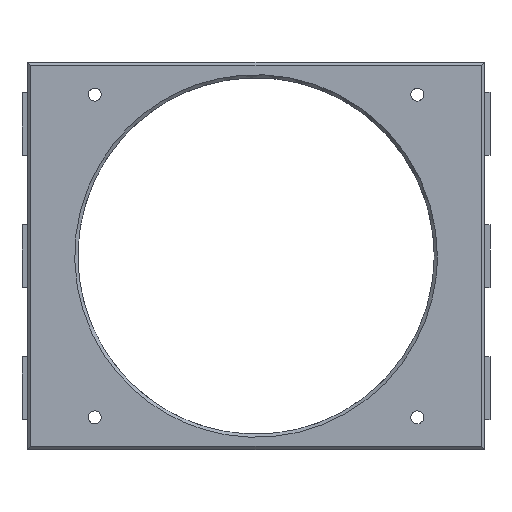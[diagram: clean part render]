
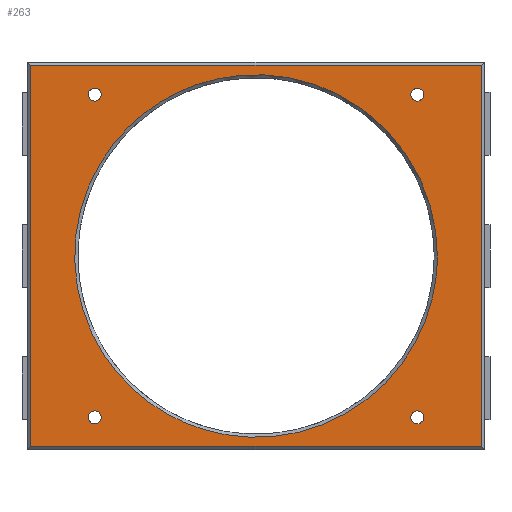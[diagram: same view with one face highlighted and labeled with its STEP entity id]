
A CAD part, top view. The second image highlights one B-rep face of the part: STEP entity #263.
In plain terms, the highlighted free-form (B-spline) face has degree [1, 1] with [2, 2] control points.
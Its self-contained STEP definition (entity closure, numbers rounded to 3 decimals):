
#21 = EDGE_CURVE('',#22,#24,#26,.T.);
#22 = VERTEX_POINT('',#23);
#23 = CARTESIAN_POINT('',(-85.994,-72.787,4.156
    ));
#24 = VERTEX_POINT('',#25);
#25 = CARTESIAN_POINT('',(-85.994,72.787,4.156
    ));
#26 = B_SPLINE_CURVE_WITH_KNOTS('',1,(#27,#28),.UNSPECIFIED.,.F.,.F.,(2,
    2),(-93.5,30.5),.PIECEWISE_BEZIER_KNOTS.);
#27 = CARTESIAN_POINT('',(-85.994,-72.787,4.156
    ));
#28 = CARTESIAN_POINT('',(-85.994,72.787,4.156
    ));
#57 = EDGE_CURVE('',#24,#58,#60,.T.);
#58 = VERTEX_POINT('',#59);
#59 = CARTESIAN_POINT('',(85.994,72.787,4.156
    ));
#60 = B_SPLINE_CURVE_WITH_KNOTS('',1,(#61,#62),.UNSPECIFIED.,.F.,.F.,(2,
    2),(-110.375,36.125),.PIECEWISE_BEZIER_KNOTS.);
#61 = CARTESIAN_POINT('',(-85.994,72.787,4.156
    ));
#62 = CARTESIAN_POINT('',(85.994,72.787,4.156
    ));
#85 = EDGE_CURVE('',#58,#86,#88,.T.);
#86 = VERTEX_POINT('',#87);
#87 = CARTESIAN_POINT('',(85.994,-72.787,4.156
    ));
#88 = B_SPLINE_CURVE_WITH_KNOTS('',1,(#89,#90),.UNSPECIFIED.,.F.,.F.,(2,
    2),(-93.5,30.5),.PIECEWISE_BEZIER_KNOTS.);
#89 = CARTESIAN_POINT('',(85.994,72.787,4.156
    ));
#90 = CARTESIAN_POINT('',(85.994,-72.787,4.156
    ));
#119 = EDGE_CURVE('',#86,#22,#120,.T.);
#120 = B_SPLINE_CURVE_WITH_KNOTS('',1,(#121,#122),.UNSPECIFIED.,.F.,.F.,
  (2,2),(-110.375,36.125),.PIECEWISE_BEZIER_KNOTS.);
#121 = CARTESIAN_POINT('',(85.994,-72.787,
    4.156));
#122 = CARTESIAN_POINT('',(-85.994,-72.787,
    4.156));
#263 = ADVANCED_FACE('',(#264,#270,#284,#298,#312,#326),#340,.T.);
#264 = FACE_BOUND('',#265,.T.);
#265 = EDGE_LOOP('',(#266,#267,#268,#269));
#266 = ORIENTED_EDGE('',*,*,#21,.F.);
#267 = ORIENTED_EDGE('',*,*,#119,.F.);
#268 = ORIENTED_EDGE('',*,*,#85,.F.);
#269 = ORIENTED_EDGE('',*,*,#57,.F.);
#270 = FACE_BOUND('',#271,.T.);
#271 = EDGE_LOOP('',(#272));
#272 = ORIENTED_EDGE('',*,*,#273,.F.);
#273 = EDGE_CURVE('',#274,#274,#276,.T.);
#274 = VERTEX_POINT('',#275);
#275 = CARTESIAN_POINT('',(69.265,0.,
    4.156));
#276 = ( BOUNDED_CURVE() B_SPLINE_CURVE(2,(#277,#278,#279,#280,#281,#282
,#283),.UNSPECIFIED.,.T.,.F.) B_SPLINE_CURVE_WITH_KNOTS((3,2,2,3),(
    3.142,5.236,7.33,9.425),
.PIECEWISE_BEZIER_KNOTS.) CURVE() GEOMETRIC_REPRESENTATION_ITEM() 
RATIONAL_B_SPLINE_CURVE((1.,0.5,1.,0.5,1.,0.5,1.)) REPRESENTATION_ITEM(
  '') );
#277 = CARTESIAN_POINT('',(69.265,0.,
    4.156));
#278 = CARTESIAN_POINT('',(69.265,119.971,
    4.156));
#279 = CARTESIAN_POINT('',(-34.633,59.985,
    4.156));
#280 = CARTESIAN_POINT('',(-138.53,0.,
    4.156));
#281 = CARTESIAN_POINT('',(-34.633,-59.985,
    4.156));
#282 = CARTESIAN_POINT('',(69.265,-119.971,
    4.156));
#283 = CARTESIAN_POINT('',(69.265,0.,
    4.156));
#284 = FACE_BOUND('',#285,.T.);
#285 = EDGE_LOOP('',(#286));
#286 = ORIENTED_EDGE('',*,*,#287,.T.);
#287 = EDGE_CURVE('',#288,#288,#290,.T.);
#288 = VERTEX_POINT('',#289);
#289 = CARTESIAN_POINT('',(64.1,-61.634,
    4.156));
#290 = ( BOUNDED_CURVE() B_SPLINE_CURVE(2,(#291,#292,#293,#294,#295,#296
,#297),.UNSPECIFIED.,.T.,.F.) B_SPLINE_CURVE_WITH_KNOTS((3,2,2,3),(
    3.142,5.236,7.33,9.425),
.PIECEWISE_BEZIER_KNOTS.) CURVE() GEOMETRIC_REPRESENTATION_ITEM() 
RATIONAL_B_SPLINE_CURVE((1.,0.5,1.,0.5,1.,0.5,1.)) REPRESENTATION_ITEM(
  '') );
#291 = CARTESIAN_POINT('',(64.1,-61.634,
    4.156));
#292 = CARTESIAN_POINT('',(64.1,-65.904,
    4.156));
#293 = CARTESIAN_POINT('',(60.402,-63.769,
    4.156));
#294 = CARTESIAN_POINT('',(56.703,-61.634,
    4.156));
#295 = CARTESIAN_POINT('',(60.402,-59.499,4.156
    ));
#296 = CARTESIAN_POINT('',(64.1,-57.364,
    4.156));
#297 = CARTESIAN_POINT('',(64.1,-61.634,
    4.156));
#298 = FACE_BOUND('',#299,.T.);
#299 = EDGE_LOOP('',(#300));
#300 = ORIENTED_EDGE('',*,*,#301,.T.);
#301 = EDGE_CURVE('',#302,#302,#304,.T.);
#302 = VERTEX_POINT('',#303);
#303 = CARTESIAN_POINT('',(-59.169,-61.634,
    4.156));
#304 = ( BOUNDED_CURVE() B_SPLINE_CURVE(2,(#305,#306,#307,#308,#309,#310
,#311),.UNSPECIFIED.,.T.,.F.) B_SPLINE_CURVE_WITH_KNOTS((3,2,2,3),(
    3.142,5.236,7.33,9.425),
.PIECEWISE_BEZIER_KNOTS.) CURVE() GEOMETRIC_REPRESENTATION_ITEM() 
RATIONAL_B_SPLINE_CURVE((1.,0.5,1.,0.5,1.,0.5,1.)) REPRESENTATION_ITEM(
  '') );
#305 = CARTESIAN_POINT('',(-59.169,-61.634,
    4.156));
#306 = CARTESIAN_POINT('',(-59.169,-65.904,
    4.156));
#307 = CARTESIAN_POINT('',(-62.867,-63.769,
    4.156));
#308 = CARTESIAN_POINT('',(-66.565,-61.634,
    4.156));
#309 = CARTESIAN_POINT('',(-62.867,-59.499,4.156
    ));
#310 = CARTESIAN_POINT('',(-59.169,-57.364,
    4.156));
#311 = CARTESIAN_POINT('',(-59.169,-61.634,
    4.156));
#312 = FACE_BOUND('',#313,.T.);
#313 = EDGE_LOOP('',(#314));
#314 = ORIENTED_EDGE('',*,*,#315,.T.);
#315 = EDGE_CURVE('',#316,#316,#318,.T.);
#316 = VERTEX_POINT('',#317);
#317 = CARTESIAN_POINT('',(64.1,61.634,
    4.156));
#318 = ( BOUNDED_CURVE() B_SPLINE_CURVE(2,(#319,#320,#321,#322,#323,#324
,#325),.UNSPECIFIED.,.T.,.F.) B_SPLINE_CURVE_WITH_KNOTS((3,2,2,3),(
    3.142,5.236,7.33,9.425),
.PIECEWISE_BEZIER_KNOTS.) CURVE() GEOMETRIC_REPRESENTATION_ITEM() 
RATIONAL_B_SPLINE_CURVE((1.,0.5,1.,0.5,1.,0.5,1.)) REPRESENTATION_ITEM(
  '') );
#319 = CARTESIAN_POINT('',(64.1,61.634,
    4.156));
#320 = CARTESIAN_POINT('',(64.1,57.364,4.156
    ));
#321 = CARTESIAN_POINT('',(60.402,59.499,4.156)
  );
#322 = CARTESIAN_POINT('',(56.703,61.634,
    4.156));
#323 = CARTESIAN_POINT('',(60.402,63.769,
    4.156));
#324 = CARTESIAN_POINT('',(64.1,65.904,
    4.156));
#325 = CARTESIAN_POINT('',(64.1,61.634,
    4.156));
#326 = FACE_BOUND('',#327,.T.);
#327 = EDGE_LOOP('',(#328));
#328 = ORIENTED_EDGE('',*,*,#329,.T.);
#329 = EDGE_CURVE('',#330,#330,#332,.T.);
#330 = VERTEX_POINT('',#331);
#331 = CARTESIAN_POINT('',(-59.169,61.634,
    4.156));
#332 = ( BOUNDED_CURVE() B_SPLINE_CURVE(2,(#333,#334,#335,#336,#337,#338
,#339),.UNSPECIFIED.,.T.,.F.) B_SPLINE_CURVE_WITH_KNOTS((3,2,2,3),(
    3.142,5.236,7.33,9.425),
.PIECEWISE_BEZIER_KNOTS.) CURVE() GEOMETRIC_REPRESENTATION_ITEM() 
RATIONAL_B_SPLINE_CURVE((1.,0.5,1.,0.5,1.,0.5,1.)) REPRESENTATION_ITEM(
  '') );
#333 = CARTESIAN_POINT('',(-59.169,61.634,
    4.156));
#334 = CARTESIAN_POINT('',(-59.169,57.364,4.156
    ));
#335 = CARTESIAN_POINT('',(-62.867,59.499,4.156)
  );
#336 = CARTESIAN_POINT('',(-66.565,61.634,
    4.156));
#337 = CARTESIAN_POINT('',(-62.867,63.769,
    4.156));
#338 = CARTESIAN_POINT('',(-59.169,65.904,
    4.156));
#339 = CARTESIAN_POINT('',(-59.169,61.634,
    4.156));
#340 = B_SPLINE_SURFACE_WITH_KNOTS('',1,1,(
    (#341,#342)
    ,(#343,#344
    )),.UNSPECIFIED.,.F.,.F.,.F.,(2,2),(2,2),(-73.25,73.25),(-62.,62.),
  .PIECEWISE_BEZIER_KNOTS.);
#341 = CARTESIAN_POINT('',(-85.994,-72.787,
    4.156));
#342 = CARTESIAN_POINT('',(-85.994,72.787,
    4.156));
#343 = CARTESIAN_POINT('',(85.994,-72.787,
    4.156));
#344 = CARTESIAN_POINT('',(85.994,72.787,
    4.156));
